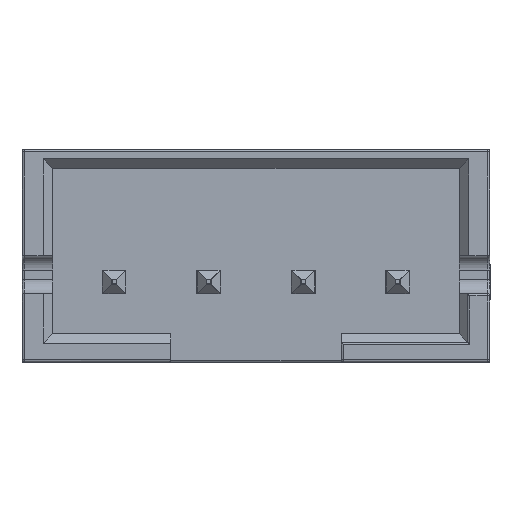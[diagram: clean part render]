
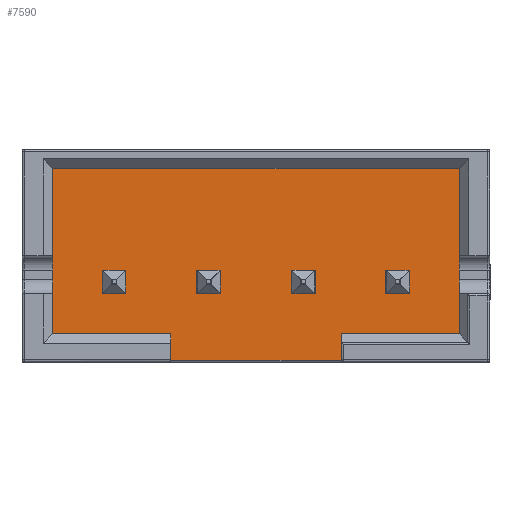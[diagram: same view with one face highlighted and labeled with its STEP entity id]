
A CAD part, top view. The second image highlights one B-rep face of the part: STEP entity #7590.
In plain terms, the highlighted face is planar.
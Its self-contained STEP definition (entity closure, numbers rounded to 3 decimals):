
#218=FACE_BOUND('',#2873,.T.);
#219=FACE_BOUND('',#2874,.T.);
#220=FACE_BOUND('',#2875,.T.);
#221=FACE_BOUND('',#2876,.T.);
#531=PLANE('',#8569);
#870=LINE('',#11914,#1494);
#1017=LINE('',#12318,#1641);
#1020=LINE('',#12324,#1644);
#1021=LINE('',#12326,#1645);
#1022=LINE('',#12328,#1646);
#1023=LINE('',#12330,#1647);
#1024=LINE('',#12332,#1648);
#1025=LINE('',#12333,#1649);
#1026=LINE('',#12336,#1650);
#1027=LINE('',#12338,#1651);
#1028=LINE('',#12340,#1652);
#1029=LINE('',#12341,#1653);
#1030=LINE('',#12344,#1654);
#1031=LINE('',#12346,#1655);
#1032=LINE('',#12348,#1656);
#1033=LINE('',#12349,#1657);
#1034=LINE('',#12352,#1658);
#1035=LINE('',#12354,#1659);
#1036=LINE('',#12356,#1660);
#1037=LINE('',#12357,#1661);
#1038=LINE('',#12360,#1662);
#1039=LINE('',#12362,#1663);
#1040=LINE('',#12364,#1664);
#1041=LINE('',#12365,#1665);
#1494=VECTOR('',#9991,10.);
#1641=VECTOR('',#10430,1000.);
#1644=VECTOR('',#10435,1000.);
#1645=VECTOR('',#10436,1000.);
#1646=VECTOR('',#10437,1000.);
#1647=VECTOR('',#10438,1000.);
#1648=VECTOR('',#10439,1000.);
#1649=VECTOR('',#10440,1000.);
#1650=VECTOR('',#10441,1000.);
#1651=VECTOR('',#10442,1000.);
#1652=VECTOR('',#10443,1000.);
#1653=VECTOR('',#10444,1000.);
#1654=VECTOR('',#10445,1000.);
#1655=VECTOR('',#10446,1000.);
#1656=VECTOR('',#10447,1000.);
#1657=VECTOR('',#10448,1000.);
#1658=VECTOR('',#10449,1000.);
#1659=VECTOR('',#10450,1000.);
#1660=VECTOR('',#10451,1000.);
#1661=VECTOR('',#10452,1000.);
#1662=VECTOR('',#10453,1000.);
#1663=VECTOR('',#10454,1000.);
#1664=VECTOR('',#10455,1000.);
#1665=VECTOR('',#10456,1000.);
#2384=FACE_OUTER_BOUND('',#2872,.T.);
#2872=EDGE_LOOP('',(#6355,#6356,#6357,#6358,#6359,#6360,#6361,#6362));
#2873=EDGE_LOOP('',(#6363,#6364,#6365,#6366));
#2874=EDGE_LOOP('',(#6367,#6368,#6369,#6370));
#2875=EDGE_LOOP('',(#6371,#6372,#6373,#6374));
#2876=EDGE_LOOP('',(#6375,#6376,#6377,#6378));
#3592=VERTEX_POINT('',#11912);
#3593=VERTEX_POINT('',#11913);
#3704=VERTEX_POINT('',#12317);
#3706=VERTEX_POINT('',#12323);
#3707=VERTEX_POINT('',#12325);
#3708=VERTEX_POINT('',#12327);
#3709=VERTEX_POINT('',#12329);
#3710=VERTEX_POINT('',#12331);
#3711=VERTEX_POINT('',#12334);
#3712=VERTEX_POINT('',#12335);
#3713=VERTEX_POINT('',#12337);
#3714=VERTEX_POINT('',#12339);
#3715=VERTEX_POINT('',#12342);
#3716=VERTEX_POINT('',#12343);
#3717=VERTEX_POINT('',#12345);
#3718=VERTEX_POINT('',#12347);
#3719=VERTEX_POINT('',#12350);
#3720=VERTEX_POINT('',#12351);
#3721=VERTEX_POINT('',#12353);
#3722=VERTEX_POINT('',#12355);
#3723=VERTEX_POINT('',#12358);
#3724=VERTEX_POINT('',#12359);
#3725=VERTEX_POINT('',#12361);
#3726=VERTEX_POINT('',#12363);
#4451=EDGE_CURVE('',#3592,#3593,#870,.T.);
#4661=EDGE_CURVE('',#3704,#3593,#1017,.T.);
#4664=EDGE_CURVE('',#3706,#3592,#1020,.T.);
#4665=EDGE_CURVE('',#3706,#3707,#1021,.T.);
#4666=EDGE_CURVE('',#3707,#3708,#1022,.T.);
#4667=EDGE_CURVE('',#3708,#3709,#1023,.T.);
#4668=EDGE_CURVE('',#3709,#3710,#1024,.T.);
#4669=EDGE_CURVE('',#3710,#3704,#1025,.T.);
#4670=EDGE_CURVE('',#3711,#3712,#1026,.T.);
#4671=EDGE_CURVE('',#3712,#3713,#1027,.T.);
#4672=EDGE_CURVE('',#3713,#3714,#1028,.T.);
#4673=EDGE_CURVE('',#3714,#3711,#1029,.T.);
#4674=EDGE_CURVE('',#3715,#3716,#1030,.T.);
#4675=EDGE_CURVE('',#3716,#3717,#1031,.T.);
#4676=EDGE_CURVE('',#3717,#3718,#1032,.T.);
#4677=EDGE_CURVE('',#3718,#3715,#1033,.T.);
#4678=EDGE_CURVE('',#3719,#3720,#1034,.T.);
#4679=EDGE_CURVE('',#3720,#3721,#1035,.T.);
#4680=EDGE_CURVE('',#3721,#3722,#1036,.T.);
#4681=EDGE_CURVE('',#3722,#3719,#1037,.T.);
#4682=EDGE_CURVE('',#3723,#3724,#1038,.T.);
#4683=EDGE_CURVE('',#3724,#3725,#1039,.T.);
#4684=EDGE_CURVE('',#3725,#3726,#1040,.T.);
#4685=EDGE_CURVE('',#3726,#3723,#1041,.T.);
#6355=ORIENTED_EDGE('',*,*,#4451,.F.);
#6356=ORIENTED_EDGE('',*,*,#4664,.F.);
#6357=ORIENTED_EDGE('',*,*,#4665,.T.);
#6358=ORIENTED_EDGE('',*,*,#4666,.T.);
#6359=ORIENTED_EDGE('',*,*,#4667,.T.);
#6360=ORIENTED_EDGE('',*,*,#4668,.T.);
#6361=ORIENTED_EDGE('',*,*,#4669,.T.);
#6362=ORIENTED_EDGE('',*,*,#4661,.T.);
#6363=ORIENTED_EDGE('',*,*,#4670,.T.);
#6364=ORIENTED_EDGE('',*,*,#4671,.T.);
#6365=ORIENTED_EDGE('',*,*,#4672,.T.);
#6366=ORIENTED_EDGE('',*,*,#4673,.T.);
#6367=ORIENTED_EDGE('',*,*,#4674,.T.);
#6368=ORIENTED_EDGE('',*,*,#4675,.T.);
#6369=ORIENTED_EDGE('',*,*,#4676,.T.);
#6370=ORIENTED_EDGE('',*,*,#4677,.T.);
#6371=ORIENTED_EDGE('',*,*,#4678,.T.);
#6372=ORIENTED_EDGE('',*,*,#4679,.T.);
#6373=ORIENTED_EDGE('',*,*,#4680,.T.);
#6374=ORIENTED_EDGE('',*,*,#4681,.T.);
#6375=ORIENTED_EDGE('',*,*,#4682,.T.);
#6376=ORIENTED_EDGE('',*,*,#4683,.T.);
#6377=ORIENTED_EDGE('',*,*,#4684,.T.);
#6378=ORIENTED_EDGE('',*,*,#4685,.T.);
#7590=ADVANCED_FACE('',(#2384,#218,#219,#220,#221),#531,.F.);
#8569=AXIS2_PLACEMENT_3D('',#12322,#10433,#10434);
#9991=DIRECTION('',(-1.,0.,0.));
#10430=DIRECTION('',(0.,0.,1.));
#10433=DIRECTION('center_axis',(0.,-1.,0.));
#10434=DIRECTION('ref_axis',(0.,0.,1.));
#10435=DIRECTION('',(0.,0.,1.));
#10436=DIRECTION('',(1.,0.,0.));
#10437=DIRECTION('',(0.,0.,-1.));
#10438=DIRECTION('',(-1.,0.,0.));
#10439=DIRECTION('',(0.,0.,1.));
#10440=DIRECTION('',(1.,0.,0.));
#10441=DIRECTION('',(1.,0.,0.));
#10442=DIRECTION('',(0.,0.,1.));
#10443=DIRECTION('',(-1.,0.,0.));
#10444=DIRECTION('',(0.,0.,-1.));
#10445=DIRECTION('',(1.,0.,0.));
#10446=DIRECTION('',(0.,0.,1.));
#10447=DIRECTION('',(-1.,0.,0.));
#10448=DIRECTION('',(0.,0.,-1.));
#10449=DIRECTION('',(1.,0.,0.));
#10450=DIRECTION('',(0.,0.,1.));
#10451=DIRECTION('',(-1.,0.,0.));
#10452=DIRECTION('',(0.,0.,-1.));
#10453=DIRECTION('',(1.,0.,0.));
#10454=DIRECTION('',(0.,0.,1.));
#10455=DIRECTION('',(-1.,0.,0.));
#10456=DIRECTION('',(0.,0.,-1.));
#11912=CARTESIAN_POINT('',(11.7,1.75,4.45));
#11913=CARTESIAN_POINT('',(8.1,1.75,4.45));
#11914=CARTESIAN_POINT('',(5.275,1.75,4.45));
#12317=CARTESIAN_POINT('',(8.1,1.75,3.9));
#12318=CARTESIAN_POINT('',(8.1,1.75,-0.001));
#12322=CARTESIAN_POINT('Origin',(5.6,1.75,0.4));
#12323=CARTESIAN_POINT('',(11.7,1.75,3.9));
#12324=CARTESIAN_POINT('',(11.7,1.75,-0.001));
#12325=CARTESIAN_POINT('',(14.2,1.75,3.9));
#12326=CARTESIAN_POINT('',(14.2,1.75,3.9));
#12327=CARTESIAN_POINT('',(14.2,1.75,0.4));
#12328=CARTESIAN_POINT('',(14.2,1.75,3.9));
#12329=CARTESIAN_POINT('',(5.6,1.75,0.4));
#12330=CARTESIAN_POINT('',(5.6,1.75,0.4));
#12331=CARTESIAN_POINT('',(5.6,1.75,3.9));
#12332=CARTESIAN_POINT('',(5.6,1.75,3.9));
#12333=CARTESIAN_POINT('',(14.2,1.75,3.9));
#12334=CARTESIAN_POINT('',(12.65,1.75,2.55));
#12335=CARTESIAN_POINT('',(13.15,1.75,2.55));
#12336=CARTESIAN_POINT('',(5.6,1.75,2.55));
#12337=CARTESIAN_POINT('',(13.15,1.75,3.05));
#12338=CARTESIAN_POINT('',(13.15,1.75,0.4));
#12339=CARTESIAN_POINT('',(12.65,1.75,3.05));
#12340=CARTESIAN_POINT('',(5.6,1.75,3.05));
#12341=CARTESIAN_POINT('',(12.65,1.75,0.4));
#12342=CARTESIAN_POINT('',(10.65,1.75,2.55));
#12343=CARTESIAN_POINT('',(11.15,1.75,2.55));
#12344=CARTESIAN_POINT('',(5.6,1.75,2.55));
#12345=CARTESIAN_POINT('',(11.15,1.75,3.05));
#12346=CARTESIAN_POINT('',(11.15,1.75,0.4));
#12347=CARTESIAN_POINT('',(10.65,1.75,3.05));
#12348=CARTESIAN_POINT('',(5.6,1.75,3.05));
#12349=CARTESIAN_POINT('',(10.65,1.75,0.4));
#12350=CARTESIAN_POINT('',(8.65,1.75,2.55));
#12351=CARTESIAN_POINT('',(9.15,1.75,2.55));
#12352=CARTESIAN_POINT('',(5.6,1.75,2.55));
#12353=CARTESIAN_POINT('',(9.15,1.75,3.05));
#12354=CARTESIAN_POINT('',(9.15,1.75,0.4));
#12355=CARTESIAN_POINT('',(8.65,1.75,3.05));
#12356=CARTESIAN_POINT('',(5.6,1.75,3.05));
#12357=CARTESIAN_POINT('',(8.65,1.75,0.4));
#12358=CARTESIAN_POINT('',(6.65,1.75,2.55));
#12359=CARTESIAN_POINT('',(7.15,1.75,2.55));
#12360=CARTESIAN_POINT('',(5.6,1.75,2.55));
#12361=CARTESIAN_POINT('',(7.15,1.75,3.05));
#12362=CARTESIAN_POINT('',(7.15,1.75,0.4));
#12363=CARTESIAN_POINT('',(6.65,1.75,3.05));
#12364=CARTESIAN_POINT('',(5.6,1.75,3.05));
#12365=CARTESIAN_POINT('',(6.65,1.75,0.4));
